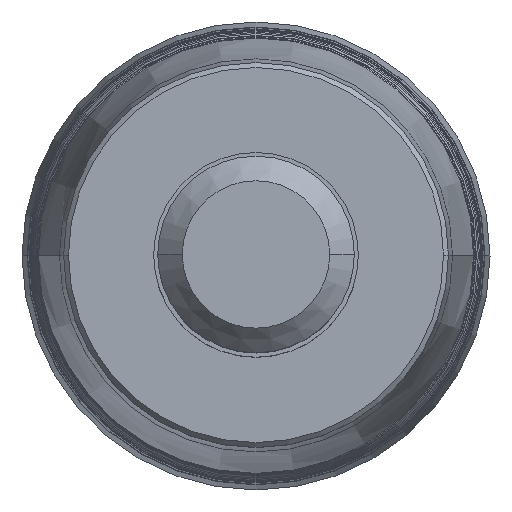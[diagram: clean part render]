
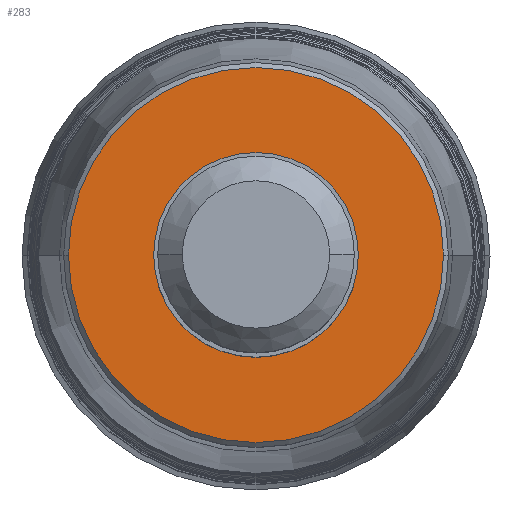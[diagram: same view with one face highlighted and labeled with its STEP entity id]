
A CAD part, top view. The second image highlights one B-rep face of the part: STEP entity #283.
In plain terms, the highlighted planar face has unit normal (0, 0, 1).
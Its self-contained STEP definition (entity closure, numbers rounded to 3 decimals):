
#42=FACE_BOUND('',#911,.T.);
#43=FACE_BOUND('',#912,.T.);
#50=PLANE('',#3493);
#283=ADVANCED_FACE('',(#42,#43),#50,.F.);
#911=EDGE_LOOP('',(#1596,#1597));
#912=EDGE_LOOP('',(#1598,#1599));
#1596=ORIENTED_EDGE('',*,*,#2235,.T.);
#1597=ORIENTED_EDGE('',*,*,#2236,.T.);
#1598=ORIENTED_EDGE('',*,*,#2237,.F.);
#1599=ORIENTED_EDGE('',*,*,#2238,.F.);
#1876=VERTEX_POINT('',#7101);
#1877=VERTEX_POINT('',#7103);
#1878=VERTEX_POINT('',#7108);
#1879=VERTEX_POINT('',#7109);
#2235=EDGE_CURVE('',#1876,#1877,#2779,.T.);
#2236=EDGE_CURVE('',#1877,#1876,#2780,.T.);
#2237=EDGE_CURVE('',#1878,#1879,#2781,.T.);
#2238=EDGE_CURVE('',#1879,#1878,#2782,.T.);
#2779=CIRCLE('',#3488,11.45);
#2780=CIRCLE('',#3490,11.45);
#2781=CIRCLE('',#3491,6.25);
#2782=CIRCLE('',#3492,6.25);
#3488=AXIS2_PLACEMENT_3D('',#7104,#4168,#4169);
#3490=AXIS2_PLACEMENT_3D('',#7106,#4172,#4173);
#3491=AXIS2_PLACEMENT_3D('',#7107,#4174,#4175);
#3492=AXIS2_PLACEMENT_3D('',#7110,#4176,#4177);
#3493=AXIS2_PLACEMENT_3D('',#7111,#4178,#4179);
#4168=DIRECTION('',(0.,0.,1.));
#4169=DIRECTION('',(1.,0.,0.));
#4172=DIRECTION('',(0.,0.,1.));
#4173=DIRECTION('',(-1.,0.,0.));
#4174=DIRECTION('',(0.,0.,1.));
#4175=DIRECTION('',(1.,0.,0.));
#4176=DIRECTION('',(0.,0.,1.));
#4177=DIRECTION('',(-1.,0.,0.));
#4178=DIRECTION('',(0.,0.,-1.));
#4179=DIRECTION('',(-1.,0.,0.));
#7101=CARTESIAN_POINT('',(11.45,0.,0.));
#7103=CARTESIAN_POINT('',(-11.45,0.,0.));
#7104=CARTESIAN_POINT('',(0.,0.,0.));
#7106=CARTESIAN_POINT('',(0.,0.,0.));
#7107=CARTESIAN_POINT('',(0.,0.,0.));
#7108=CARTESIAN_POINT('',(6.25,0.,0.));
#7109=CARTESIAN_POINT('',(-6.25,0.,0.));
#7110=CARTESIAN_POINT('',(0.,0.,0.));
#7111=CARTESIAN_POINT('',(0.,0.,0.));
